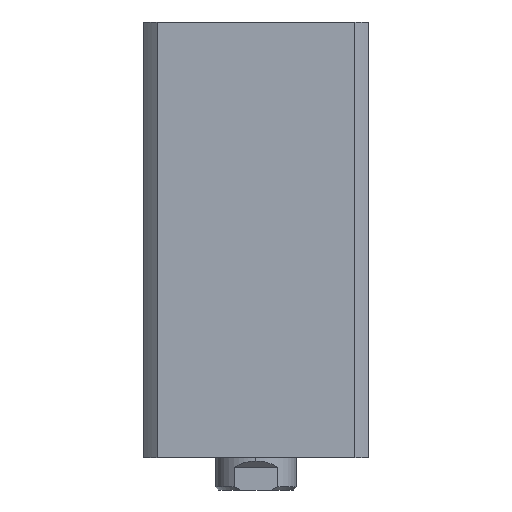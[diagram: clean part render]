
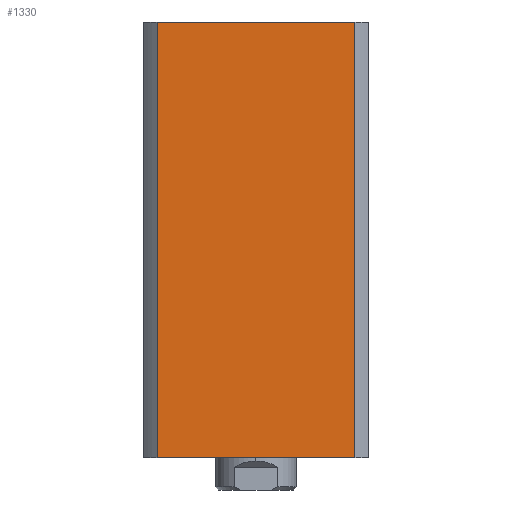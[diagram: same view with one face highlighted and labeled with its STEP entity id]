
A CAD part, left-side view. The second image highlights one B-rep face of the part: STEP entity #1330.
In plain terms, the highlighted planar face has unit normal (-1, 0, 0).
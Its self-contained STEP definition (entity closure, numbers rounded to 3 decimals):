
#62 = VERTEX_POINT ( 'NONE', #1395 ) ;
#96 = VERTEX_POINT ( 'NONE', #1613 ) ;
#120 = VERTEX_POINT ( 'NONE', #1574 ) ;
#326 = VERTEX_POINT ( 'NONE', #1555 ) ;
#547 = CARTESIAN_POINT ( 'NONE',  ( -35., 0., 135. ) ) ;
#551 = PLANE ( 'NONE',  #3493 ) ;
#553 = DIRECTION ( 'NONE',  ( 1., 0., 0. ) ) ;
#554 = DIRECTION ( 'NONE',  ( 0., 0., -1. ) ) ;
#888 = DIRECTION ( 'NONE',  ( 0., -1., 0. ) ) ;
#892 = DIRECTION ( 'NONE',  ( 0., 0., -1. ) ) ;
#893 = CARTESIAN_POINT ( 'NONE',  ( -35., 0., 135. ) ) ;
#897 = CARTESIAN_POINT ( 'NONE',  ( -35., -30.615, 135. ) ) ;
#898 = DIRECTION ( 'NONE',  ( 0., 0., -1. ) ) ;
#899 = CARTESIAN_POINT ( 'NONE',  ( -35., 0., 0. ) ) ;
#900 = CARTESIAN_POINT ( 'NONE',  ( -35., 30.615, 135. ) ) ;
#901 = DIRECTION ( 'NONE',  ( 0., -1., 0. ) ) ;
#1330 = ADVANCED_FACE ( 'NONE', ( #2270 ), #551, .F. ) ;
#1395 = CARTESIAN_POINT ( 'NONE',  ( -35., -30.615, 0. ) ) ;
#1555 = CARTESIAN_POINT ( 'NONE',  ( -35., 30.615, 0. ) ) ;
#1574 = CARTESIAN_POINT ( 'NONE',  ( -35., 30.615, 135. ) ) ;
#1613 = CARTESIAN_POINT ( 'NONE',  ( -35., -30.615, 135. ) ) ;
#1691 = ORIENTED_EDGE ( 'NONE', *, *, #3233, .F. ) ;
#1692 = ORIENTED_EDGE ( 'NONE', *, *, #3234, .F. ) ;
#1693 = ORIENTED_EDGE ( 'NONE', *, *, #3235, .T. ) ;
#2055 = EDGE_LOOP ( 'NONE', ( #1693, #1692, #1691, #3563 ) ) ;
#2270 = FACE_OUTER_BOUND ( 'NONE', #2055, .T. ) ;
#2458 = LINE ( 'NONE', #893, #2465 ) ;
#2464 = LINE ( 'NONE', #897, #2467 ) ;
#2465 = VECTOR ( 'NONE', #888, 1000. ) ;
#2466 = LINE ( 'NONE', #899, #2469 ) ;
#2467 = VECTOR ( 'NONE', #898, 1000. ) ;
#2469 = VECTOR ( 'NONE', #901, 1000. ) ;
#2470 = LINE ( 'NONE', #900, #2472 ) ;
#2472 = VECTOR ( 'NONE', #892, 1000. ) ;
#3233 = EDGE_CURVE ( 'NONE', #120, #96, #2458, .T. ) ;
#3234 = EDGE_CURVE ( 'NONE', #96, #62, #2464, .T. ) ;
#3235 = EDGE_CURVE ( 'NONE', #326, #62, #2466, .T. ) ;
#3237 = EDGE_CURVE ( 'NONE', #120, #326, #2470, .T. ) ;
#3493 = AXIS2_PLACEMENT_3D ( 'NONE', #547, #553, #554 ) ;
#3563 = ORIENTED_EDGE ( 'NONE', *, *, #3237, .T. ) ;
